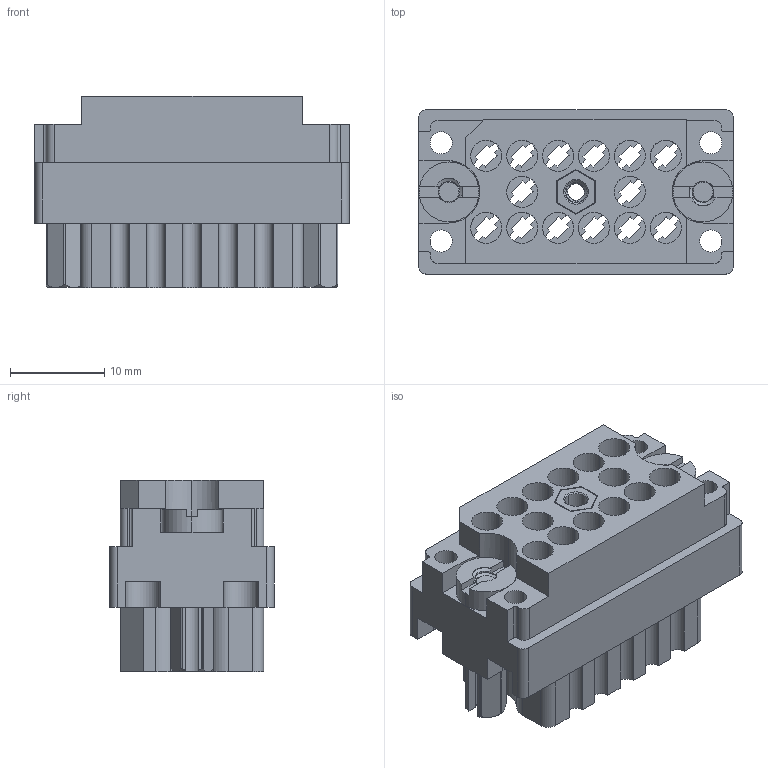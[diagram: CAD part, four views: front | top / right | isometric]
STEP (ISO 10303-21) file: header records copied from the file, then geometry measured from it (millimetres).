
FILE_DESCRIPTION (( 'STEP AP203' ), '1' );
FILE_NAME ('519-014-000-402.STEP', '2020-09-09T17:16:59', ( '' ), ( '' ), 'SwSTEP 2.0', 'SolidWorks 2020', '' );
FILE_SCHEMA (( 'CONFIG_CONTROL_DESIGN' ));
Length unit declared in the file: inch
Products named in the file (6): 516-221-020-102_014; 519-014-000-402; 516-221-020-102_015; 519 Receptacle Insulator_014; 516-252-021-102_014; 516-252-025-100_516-252-025-100
Assembly tree (6 placements, depth 2):
  519-014-000-402
    519 Receptacle Insulator_014
    516-252-025-100_516-252-025-100
    516-252-021-102_014  x2
    516-221-020-102_014
    516-221-020-102_015
Bounding box: 33.32 x 17.42 x 20.27 mm (x, y, z)
Volume: 6476.7 mm3; surface area: 8004.3 mm2
Topology: 6 solids, 6 shells, 706 faces, 2011 edges, 1325 vertices
Faces by surface type: plane 379, cylinder 249, cone 47, bspline 31
Entity records: 29253 total; most frequent: CARTESIAN_POINT 11104, ORIENTED_EDGE 3834, DIRECTION 3514, EDGE_CURVE 1917, VERTEX_POINT 1265, VECTOR 1198, LINE 1198, AXIS2_PLACEMENT_3D 1158
